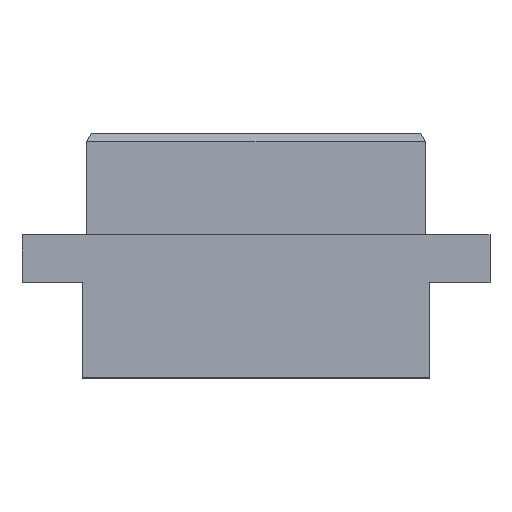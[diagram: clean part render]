
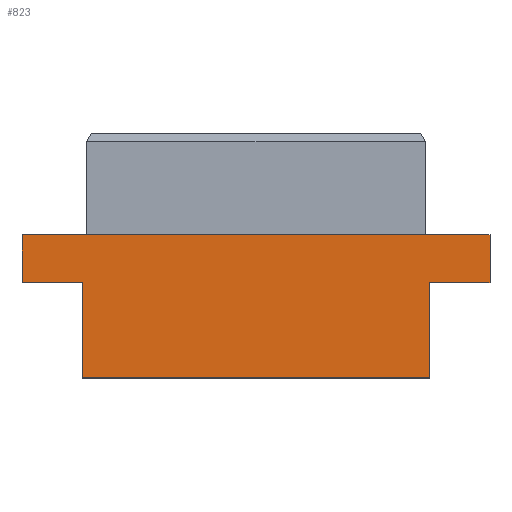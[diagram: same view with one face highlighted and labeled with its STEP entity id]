
A CAD part, top view. The second image highlights one B-rep face of the part: STEP entity #823.
In plain terms, the highlighted planar face has unit normal (0, 0, 1).
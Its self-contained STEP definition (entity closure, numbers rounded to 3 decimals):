
#699 = VERTEX_POINT ( 'NONE', #3288 ) ;
#734 = VERTEX_POINT ( 'NONE', #3363 ) ;
#741 = VERTEX_POINT ( 'NONE', #3352 ) ;
#743 = EDGE_CURVE ( 'NONE', #741, #734, #3351, .T. ) ;
#744 = ORIENTED_EDGE ( 'NONE', *, *, #745, .F. ) ;
#745 = EDGE_CURVE ( 'NONE', #746, #819, #3411, .T. ) ;
#746 = VERTEX_POINT ( 'NONE', #3407 ) ;
#747 = ORIENTED_EDGE ( 'NONE', *, *, #803, .F. ) ;
#785 = EDGE_CURVE ( 'NONE', #734, #699, #3467, .T. ) ;
#803 = EDGE_CURVE ( 'NONE', #804, #746, #3507, .T. ) ;
#804 = VERTEX_POINT ( 'NONE', #3503 ) ;
#805 = ORIENTED_EDGE ( 'NONE', *, *, #806, .T. ) ;
#806 = EDGE_CURVE ( 'NONE', #804, #807, #3502, .T. ) ;
#807 = VERTEX_POINT ( 'NONE', #3498 ) ;
#808 = ORIENTED_EDGE ( 'NONE', *, *, #809, .F. ) ;
#809 = EDGE_CURVE ( 'NONE', #810, #807, #3497, .T. ) ;
#810 = VERTEX_POINT ( 'NONE', #3493 ) ;
#811 = ORIENTED_EDGE ( 'NONE', *, *, #812, .F. ) ;
#812 = EDGE_CURVE ( 'NONE', #699, #810, #3492, .T. ) ;
#813 = ORIENTED_EDGE ( 'NONE', *, *, #785, .F. ) ;
#814 = ORIENTED_EDGE ( 'NONE', *, *, #743, .F. ) ;
#819 = VERTEX_POINT ( 'NONE', #3528 ) ;
#821 = EDGE_CURVE ( 'NONE', #741, #819, #3527, .T. ) ;
#823 = ADVANCED_FACE ( 'NONE', ( #3523 ), #3522, .F. ) ;
#824 = EDGE_LOOP ( 'NONE', ( #825, #744, #747, #805, #808, #811, #813, #814 ) ) ;
#825 = ORIENTED_EDGE ( 'NONE', *, *, #821, .T. ) ;
#3288 = CARTESIAN_POINT ( 'NONE',  ( 29.43, 12., 6.27 ) ) ;
#3351 = LINE ( 'NONE', #3414, #3413 ) ;
#3352 = CARTESIAN_POINT ( 'NONE',  ( -29.43, 18.02, 6.27 ) ) ;
#3363 = CARTESIAN_POINT ( 'NONE',  ( 29.43, 18.02, 6.27 ) ) ;
#3407 = CARTESIAN_POINT ( 'NONE',  ( -21.85, 12., 6.27 ) ) ;
#3408 = DIRECTION ( 'NONE',  ( -1., 0., 0. ) ) ;
#3409 = VECTOR ( 'NONE', #3408, 1000. ) ;
#3410 = CARTESIAN_POINT ( 'NONE',  ( -21.85, 12., 6.27 ) ) ;
#3411 = LINE ( 'NONE', #3410, #3409 ) ;
#3412 = DIRECTION ( 'NONE',  ( 1., 0., 0. ) ) ;
#3413 = VECTOR ( 'NONE', #3412, 1000. ) ;
#3414 = CARTESIAN_POINT ( 'NONE',  ( 29.43, 18.02, 6.27 ) ) ;
#3464 = DIRECTION ( 'NONE',  ( 0., -1., 0. ) ) ;
#3465 = VECTOR ( 'NONE', #3464, 1000. ) ;
#3466 = CARTESIAN_POINT ( 'NONE',  ( 29.43, 18.02, 6.27 ) ) ;
#3467 = LINE ( 'NONE', #3466, #3465 ) ;
#3489 = DIRECTION ( 'NONE',  ( -1., 0., 0. ) ) ;
#3490 = VECTOR ( 'NONE', #3489, 1000. ) ;
#3491 = CARTESIAN_POINT ( 'NONE',  ( 21.85, 12., 6.27 ) ) ;
#3492 = LINE ( 'NONE', #3491, #3490 ) ;
#3493 = CARTESIAN_POINT ( 'NONE',  ( 21.85, 12., 6.27 ) ) ;
#3494 = DIRECTION ( 'NONE',  ( 0., -1., 0. ) ) ;
#3495 = VECTOR ( 'NONE', #3494, 1000. ) ;
#3496 = CARTESIAN_POINT ( 'NONE',  ( 21.85, 0., 6.27 ) ) ;
#3497 = LINE ( 'NONE', #3496, #3495 ) ;
#3498 = CARTESIAN_POINT ( 'NONE',  ( 21.85, 0., 6.27 ) ) ;
#3499 = DIRECTION ( 'NONE',  ( 1., 0., 0. ) ) ;
#3500 = VECTOR ( 'NONE', #3499, 1000. ) ;
#3501 = CARTESIAN_POINT ( 'NONE',  ( 29.43, 0., 6.27 ) ) ;
#3502 = LINE ( 'NONE', #3501, #3500 ) ;
#3503 = CARTESIAN_POINT ( 'NONE',  ( -21.85, 0., 6.27 ) ) ;
#3504 = DIRECTION ( 'NONE',  ( 0., 1., 0. ) ) ;
#3505 = VECTOR ( 'NONE', #3504, 1000. ) ;
#3506 = CARTESIAN_POINT ( 'NONE',  ( -21.85, 0., 6.27 ) ) ;
#3507 = LINE ( 'NONE', #3506, #3505 ) ;
#3518 = DIRECTION ( 'NONE',  ( -1., 0., 0. ) ) ;
#3519 = DIRECTION ( 'NONE',  ( 0., 0., -1. ) ) ;
#3520 = CARTESIAN_POINT ( 'NONE',  ( 29.43, 18.02, 6.27 ) ) ;
#3521 = AXIS2_PLACEMENT_3D ( 'NONE', #3520, #3519, #3518 ) ;
#3522 = PLANE ( 'NONE',  #3521 ) ;
#3523 = FACE_OUTER_BOUND ( 'NONE', #824, .T. ) ;
#3524 = DIRECTION ( 'NONE',  ( 0., -1., 0. ) ) ;
#3525 = VECTOR ( 'NONE', #3524, 1000. ) ;
#3526 = CARTESIAN_POINT ( 'NONE',  ( -29.43, 18.02, 6.27 ) ) ;
#3527 = LINE ( 'NONE', #3526, #3525 ) ;
#3528 = CARTESIAN_POINT ( 'NONE',  ( -29.43, 12., 6.27 ) ) ;
